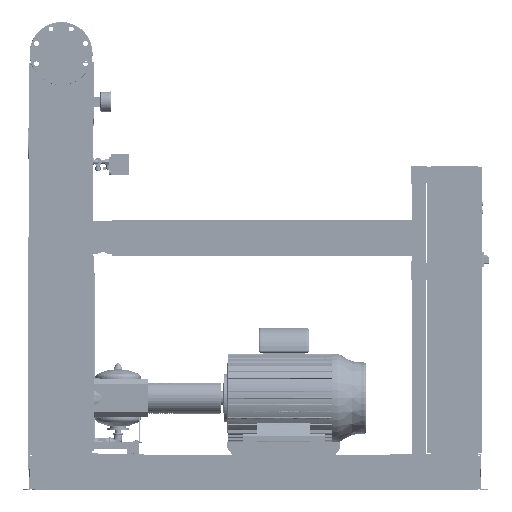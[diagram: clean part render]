
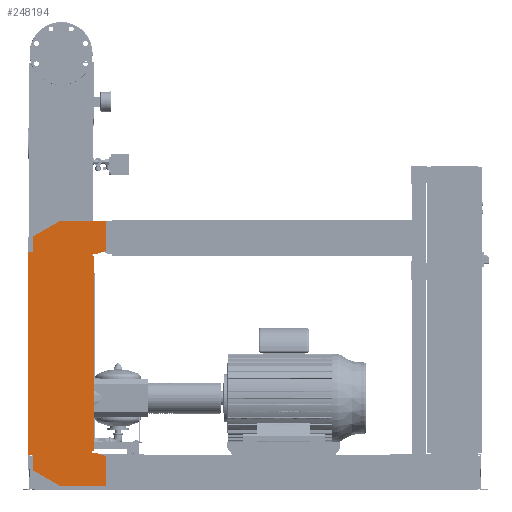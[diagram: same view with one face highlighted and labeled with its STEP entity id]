
A CAD part, front view. The second image highlights one B-rep face of the part: STEP entity #248194.
In plain terms, the highlighted free-form (B-spline) face has degree [1, 1] with [2, 2] control points.
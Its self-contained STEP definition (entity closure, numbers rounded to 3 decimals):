
#247679=CARTESIAN_POINT('',(-129.0,-741.5,1076.0));
#247680=VERTEX_POINT('',#247679);
#247687=CARTESIAN_POINT('',(-129.,-741.5,1142.986));
#247688=VERTEX_POINT('',#247687);
#247689=CARTESIAN_POINT('',(-129.0,-741.5,1076.0));
#247690=DIRECTION('',(0.0,0.0,1.0));
#247691=VECTOR('',#247690,66.986);
#247692=LINE('',#247689,#247691);
#247693=EDGE_CURVE('',#247680,#247688,#247692,.T.);
#247711=CARTESIAN_POINT('',(-6.0,-741.5,1214.0));
#247712=VERTEX_POINT('',#247711);
#247713=CARTESIAN_POINT('',(-129.,-741.5,1142.986));
#247714=DIRECTION('',(0.866,0.0,0.5));
#247715=VECTOR('',#247714,142.028);
#247716=LINE('',#247713,#247715);
#247717=EDGE_CURVE('',#247688,#247712,#247716,.T.);
#247735=CARTESIAN_POINT('',(204.,-741.5,1214.0));
#247736=VERTEX_POINT('',#247735);
#247737=CARTESIAN_POINT('',(-6.0,-741.5,1214.0));
#247738=DIRECTION('',(1.0,0.0,0.0));
#247739=VECTOR('',#247738,210.);
#247740=LINE('',#247737,#247739);
#247741=EDGE_CURVE('',#247712,#247736,#247740,.T.);
#247759=CARTESIAN_POINT('',(204.0,-741.5,1080.379));
#247760=VERTEX_POINT('',#247759);
#247761=CARTESIAN_POINT('',(204.,-741.5,1214.0));
#247762=DIRECTION('',(0.0,0.0,-1.0));
#247763=VECTOR('',#247762,133.621);
#247764=LINE('',#247761,#247763);
#247765=EDGE_CURVE('',#247736,#247760,#247764,.T.);
#247783=CARTESIAN_POINT('',(159.0,-741.5,1064.0));
#247784=VERTEX_POINT('',#247783);
#247785=CARTESIAN_POINT('',(204.0,-741.5,1080.379));
#247786=DIRECTION('',(-0.94,0.0,-0.342));
#247787=VECTOR('',#247786,47.888);
#247788=LINE('',#247785,#247787);
#247789=EDGE_CURVE('',#247760,#247784,#247788,.T.);
#247807=CARTESIAN_POINT('',(139.0,-741.5,1064.0));
#247808=VERTEX_POINT('',#247807);
#247809=CARTESIAN_POINT('',(159.0,-741.5,1064.0));
#247810=DIRECTION('',(-1.0,0.0,0.0));
#247811=VECTOR('',#247810,20.0);
#247812=LINE('',#247809,#247811);
#247813=EDGE_CURVE('',#247784,#247808,#247812,.T.);
#247831=CARTESIAN_POINT('',(139.0,-741.5,1056.0));
#247832=VERTEX_POINT('',#247831);
#247833=CARTESIAN_POINT('',(139.0,-741.5,1064.0));
#247834=DIRECTION('',(0.0,0.0,-1.0));
#247835=VECTOR('',#247834,8.0);
#247836=LINE('',#247833,#247835);
#247837=EDGE_CURVE('',#247808,#247832,#247836,.T.);
#247855=CARTESIAN_POINT('',(147.,-741.5,1056.0));
#247856=VERTEX_POINT('',#247855);
#247857=CARTESIAN_POINT('',(139.0,-741.5,1056.0));
#247858=DIRECTION('',(1.0,0.0,0.0));
#247859=VECTOR('',#247858,8.);
#247860=LINE('',#247857,#247859);
#247861=EDGE_CURVE('',#247832,#247856,#247860,.T.);
#247879=CARTESIAN_POINT('',(147.,-741.5,176.));
#247880=VERTEX_POINT('',#247879);
#247891=CARTESIAN_POINT('',(147.,-741.5,1056.0));
#247892=DIRECTION('',(0.0,0.0,-1.0));
#247893=VECTOR('',#247892,880.);
#247894=LINE('',#247891,#247893);
#247895=EDGE_CURVE('',#247856,#247880,#247894,.T.);
#247909=CARTESIAN_POINT('',(139.,-741.5,176.));
#247910=VERTEX_POINT('',#247909);
#247911=CARTESIAN_POINT('',(147.,-741.5,176.));
#247912=DIRECTION('',(-1.0,0.0,0.0));
#247913=VECTOR('',#247912,8.0);
#247914=LINE('',#247911,#247913);
#247915=EDGE_CURVE('',#247880,#247910,#247914,.T.);
#247933=CARTESIAN_POINT('',(139.,-741.5,168.));
#247934=VERTEX_POINT('',#247933);
#247935=CARTESIAN_POINT('',(139.,-741.5,176.));
#247936=DIRECTION('',(0.0,0.0,-1.0));
#247937=VECTOR('',#247936,8.0);
#247938=LINE('',#247935,#247937);
#247939=EDGE_CURVE('',#247910,#247934,#247938,.T.);
#247957=CARTESIAN_POINT('',(159.,-741.5,168.));
#247958=VERTEX_POINT('',#247957);
#247959=CARTESIAN_POINT('',(139.,-741.5,168.));
#247960=DIRECTION('',(1.0,0.0,0.0));
#247961=VECTOR('',#247960,20.0);
#247962=LINE('',#247959,#247961);
#247963=EDGE_CURVE('',#247934,#247958,#247962,.T.);
#247981=CARTESIAN_POINT('',(204.,-741.5,151.621));
#247982=VERTEX_POINT('',#247981);
#247983=CARTESIAN_POINT('',(159.,-741.5,168.));
#247984=DIRECTION('',(0.94,0.0,-0.342));
#247985=VECTOR('',#247984,47.888);
#247986=LINE('',#247983,#247985);
#247987=EDGE_CURVE('',#247958,#247982,#247986,.T.);
#248005=CARTESIAN_POINT('',(204.,-741.5,18.0));
#248006=VERTEX_POINT('',#248005);
#248007=CARTESIAN_POINT('',(204.,-741.5,151.621));
#248008=DIRECTION('',(0.0,0.0,-1.0));
#248009=VECTOR('',#248008,133.621);
#248010=LINE('',#248007,#248009);
#248011=EDGE_CURVE('',#247982,#248006,#248010,.T.);
#248029=CARTESIAN_POINT('',(-4.,-741.5,18.0));
#248030=VERTEX_POINT('',#248029);
#248031=CARTESIAN_POINT('',(204.,-741.5,18.0));
#248032=DIRECTION('',(-1.0,0.0,0.0));
#248033=VECTOR('',#248032,208.);
#248034=LINE('',#248031,#248033);
#248035=EDGE_CURVE('',#248006,#248030,#248034,.T.);
#248053=CARTESIAN_POINT('',(-129.,-741.5,90.169));
#248054=VERTEX_POINT('',#248053);
#248055=CARTESIAN_POINT('',(-4.,-741.5,18.0));
#248056=DIRECTION('',(-0.866,0.0,0.5));
#248057=VECTOR('',#248056,144.338);
#248058=LINE('',#248055,#248057);
#248059=EDGE_CURVE('',#248030,#248054,#248058,.T.);
#248077=CARTESIAN_POINT('',(-129.,-741.5,156.0));
#248078=VERTEX_POINT('',#248077);
#248079=CARTESIAN_POINT('',(-129.,-741.5,90.169));
#248080=DIRECTION('',(0.0,0.0,1.0));
#248081=VECTOR('',#248080,65.831);
#248082=LINE('',#248079,#248081);
#248083=EDGE_CURVE('',#248054,#248078,#248082,.T.);
#248101=CARTESIAN_POINT('',(-149.,-741.5,156.0));
#248102=VERTEX_POINT('',#248101);
#248103=CARTESIAN_POINT('',(-129.,-741.5,156.0));
#248104=DIRECTION('',(-1.0,0.0,0.0));
#248105=VECTOR('',#248104,20.0);
#248106=LINE('',#248103,#248105);
#248107=EDGE_CURVE('',#248078,#248102,#248106,.T.);
#248125=CARTESIAN_POINT('',(-149.0,-741.5,1076.0));
#248126=VERTEX_POINT('',#248125);
#248139=CARTESIAN_POINT('',(-149.,-741.5,156.0));
#248140=DIRECTION('',(0.0,0.0,1.0));
#248141=VECTOR('',#248140,920.0);
#248142=LINE('',#248139,#248141);
#248143=EDGE_CURVE('',#248102,#248126,#248142,.T.);
#248157=CARTESIAN_POINT('',(-149.0,-741.5,1076.0));
#248158=DIRECTION('',(1.0,0.0,0.0));
#248159=VECTOR('',#248158,20.0);
#248160=LINE('',#248157,#248159);
#248161=EDGE_CURVE('',#248126,#247680,#248160,.T.);
#248167=CARTESIAN_POINT('',(-149.,-741.5,18.0));
#248168=CARTESIAN_POINT('',(204.,-741.5,18.0));
#248169=CARTESIAN_POINT('',(-149.,-741.5,1214.0));
#248170=CARTESIAN_POINT('',(204.,-741.5,1214.0));
#248171=B_SPLINE_SURFACE_WITH_KNOTS('',1,1,((#248167,#248169),(#248168,#248170)),.UNSPECIFIED.,.F.,.F.,.U.,(2,2),(2,2),(0.0,353.),(0.0,1196.0),.UNSPECIFIED.);
#248172=ORIENTED_EDGE('',*,*,#248161,.F.);
#248173=ORIENTED_EDGE('',*,*,#248143,.F.);
#248174=ORIENTED_EDGE('',*,*,#248107,.F.);
#248175=ORIENTED_EDGE('',*,*,#248083,.F.);
#248176=ORIENTED_EDGE('',*,*,#248059,.F.);
#248177=ORIENTED_EDGE('',*,*,#248035,.F.);
#248178=ORIENTED_EDGE('',*,*,#248011,.F.);
#248179=ORIENTED_EDGE('',*,*,#247987,.F.);
#248180=ORIENTED_EDGE('',*,*,#247963,.F.);
#248181=ORIENTED_EDGE('',*,*,#247939,.F.);
#248182=ORIENTED_EDGE('',*,*,#247915,.F.);
#248183=ORIENTED_EDGE('',*,*,#247895,.F.);
#248184=ORIENTED_EDGE('',*,*,#247861,.F.);
#248185=ORIENTED_EDGE('',*,*,#247837,.F.);
#248186=ORIENTED_EDGE('',*,*,#247813,.F.);
#248187=ORIENTED_EDGE('',*,*,#247789,.F.);
#248188=ORIENTED_EDGE('',*,*,#247765,.F.);
#248189=ORIENTED_EDGE('',*,*,#247741,.F.);
#248190=ORIENTED_EDGE('',*,*,#247717,.F.);
#248191=ORIENTED_EDGE('',*,*,#247693,.F.);
#248192=EDGE_LOOP('',(#248172,#248173,#248174,#248175,#248176,#248177,#248178,#248179,#248180,#248181,#248182,#248183,#248184,#248185,#248186,#248187,#248188,#248189,#248190,#248191));
#248193=FACE_OUTER_BOUND('',#248192,.T.);
#248194=ADVANCED_FACE('',(#248193),#248171,.T.);
